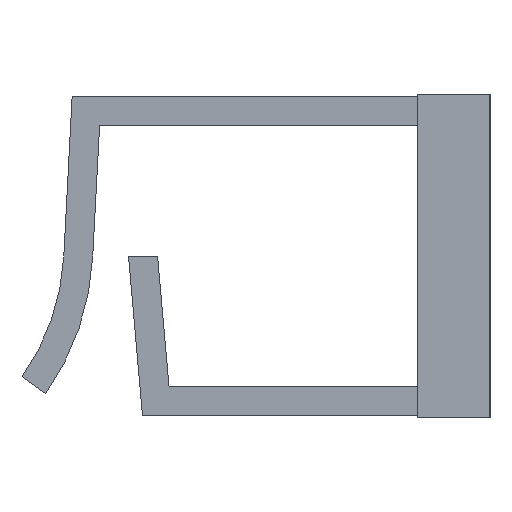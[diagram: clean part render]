
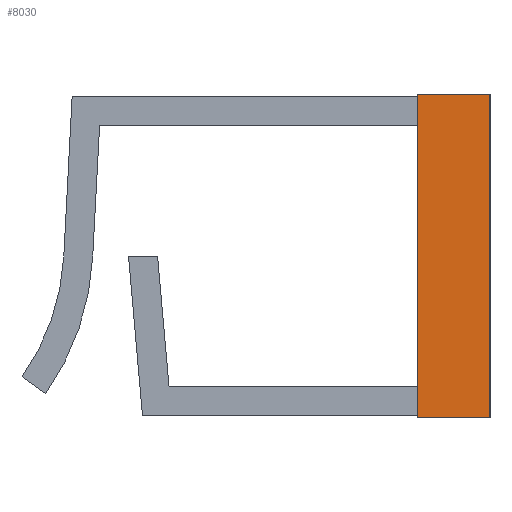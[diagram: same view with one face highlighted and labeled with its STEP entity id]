
A CAD part, left-side view. The second image highlights one B-rep face of the part: STEP entity #8030.
In plain terms, the highlighted planar face has unit normal (-1, 0, 0).
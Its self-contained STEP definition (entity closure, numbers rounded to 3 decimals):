
#214=DIRECTION('',(0.,0.,1.));
#215=VECTOR('',#214,11.2);
#216=CARTESIAN_POINT('',(0.,2.5,-5.6));
#217=LINE('',#216,#215);
#222=DIRECTION('',(0.,-1.,0.));
#223=VECTOR('',#222,2.5);
#224=CARTESIAN_POINT('',(0.,2.5,5.6));
#225=LINE('',#224,#223);
#229=DIRECTION('',(0.,0.,-1.));
#230=VECTOR('',#229,11.2);
#231=CARTESIAN_POINT('',(0.,0.,5.6));
#232=LINE('',#231,#230);
#236=DIRECTION('',(0.,1.,0.));
#237=VECTOR('',#236,2.5);
#238=CARTESIAN_POINT('',(0.,0.,-5.6));
#239=LINE('',#238,#237);
#6783=CARTESIAN_POINT('',(0.,0.,-5.6));
#6784=CARTESIAN_POINT('',(0.,2.5,-5.6));
#6785=VERTEX_POINT('',#6783);
#6786=VERTEX_POINT('',#6784);
#6787=CARTESIAN_POINT('',(0.,2.5,5.6));
#6788=CARTESIAN_POINT('',(0.,0.,5.6));
#6789=VERTEX_POINT('',#6787);
#6790=VERTEX_POINT('',#6788);
#8015=CARTESIAN_POINT('',(0.,0.,0.));
#8016=DIRECTION('',(1.,0.,0.));
#8017=DIRECTION('',(0.,-1.,0.));
#8018=AXIS2_PLACEMENT_3D('',#8015,#8016,#8017);
#8019=PLANE('',#8018);
#8021=ORIENTED_EDGE('',*,*,#8020,.T.);
#8023=ORIENTED_EDGE('',*,*,#8022,.T.);
#8025=ORIENTED_EDGE('',*,*,#8024,.T.);
#8027=ORIENTED_EDGE('',*,*,#8026,.T.);
#8028=EDGE_LOOP('',(#8021,#8023,#8025,#8027));
#8029=FACE_OUTER_BOUND('',#8028,.F.);
#8020=EDGE_CURVE('',#6786,#6789,#217,.T.);
#8022=EDGE_CURVE('',#6789,#6790,#225,.T.);
#8024=EDGE_CURVE('',#6790,#6785,#232,.T.);
#8026=EDGE_CURVE('',#6785,#6786,#239,.T.);
#8030=ADVANCED_FACE('',(#8029),#8019,.F.);
